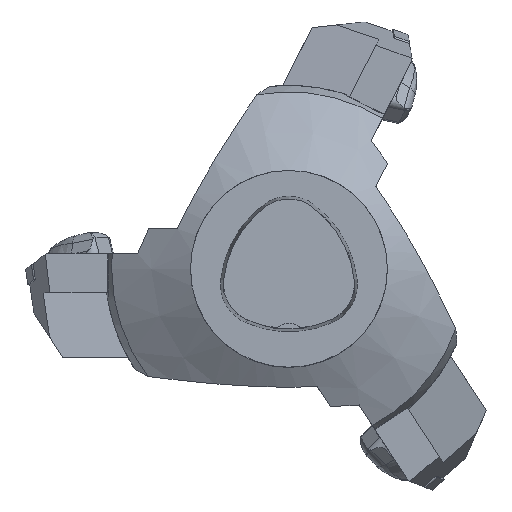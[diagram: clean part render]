
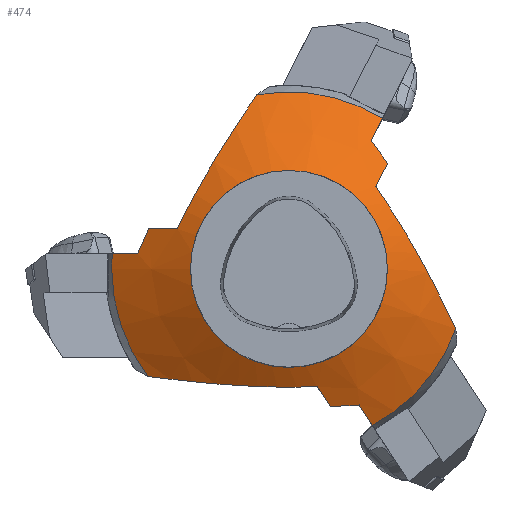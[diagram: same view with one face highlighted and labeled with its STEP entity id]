
A CAD part, top view. The second image highlights one B-rep face of the part: STEP entity #474.
In plain terms, the highlighted conical face has half-angle 60 degrees and reference radius 72.02 mm.
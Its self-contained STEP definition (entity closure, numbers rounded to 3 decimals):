
#273=B_SPLINE_CURVE_WITH_KNOTS('',3,(#3630,#3631,#3632,#3633),
 .UNSPECIFIED.,.F.,.F.,(4,4),(0.,1.),.UNSPECIFIED.);
#274=B_SPLINE_CURVE_WITH_KNOTS('',3,(#3636,#3637,#3638,#3639),
 .UNSPECIFIED.,.F.,.F.,(4,4),(0.,1.),.UNSPECIFIED.);
#275=B_SPLINE_CURVE_WITH_KNOTS('',3,(#3640,#3641,#3642,#3643,#3644,#3645,
#3646,#3647),.UNSPECIFIED.,.F.,.F.,(4,2,2,4),(0.,0.25,0.5,1.),
 .UNSPECIFIED.);
#276=B_SPLINE_CURVE_WITH_KNOTS('',3,(#3649,#3650,#3651,#3652,#3653,#3654,
#3655,#3656,#3657,#3658),.UNSPECIFIED.,.F.,.F.,(4,3,3,4),(0.,0.321,
0.643,1.),.UNSPECIFIED.);
#277=B_SPLINE_CURVE_WITH_KNOTS('',3,(#3660,#3661,#3662,#3663),
 .UNSPECIFIED.,.F.,.F.,(4,4),(0.,1.),.UNSPECIFIED.);
#278=B_SPLINE_CURVE_WITH_KNOTS('',3,(#3665,#3666,#3667,#3668),
 .UNSPECIFIED.,.F.,.F.,(4,4),(0.,1.),.UNSPECIFIED.);
#279=B_SPLINE_CURVE_WITH_KNOTS('',3,(#3670,#3671,#3672,#3673),
 .UNSPECIFIED.,.F.,.F.,(4,4),(0.,1.),.UNSPECIFIED.);
#280=B_SPLINE_CURVE_WITH_KNOTS('',3,(#3674,#3675,#3676,#3677,#3678,#3679,
#3680,#3681),.UNSPECIFIED.,.F.,.F.,(4,2,2,4),(0.,0.25,0.5,1.),
 .UNSPECIFIED.);
#281=B_SPLINE_CURVE_WITH_KNOTS('',3,(#3683,#3684,#3685,#3686),
 .UNSPECIFIED.,.F.,.F.,(4,4),(0.,1.),.UNSPECIFIED.);
#282=B_SPLINE_CURVE_WITH_KNOTS('',3,(#3688,#3689,#3690,#3691),
 .UNSPECIFIED.,.F.,.F.,(4,4),(0.,1.),.UNSPECIFIED.);
#283=B_SPLINE_CURVE_WITH_KNOTS('',3,(#3693,#3694,#3695,#3696),
 .UNSPECIFIED.,.F.,.F.,(4,4),(0.,1.),.UNSPECIFIED.);
#284=B_SPLINE_CURVE_WITH_KNOTS('',3,(#3697,#3698,#3699,#3700,#3701,#3702,
#3703,#3704),.UNSPECIFIED.,.F.,.F.,(4,2,2,4),(0.,0.25,0.5,1.),
 .UNSPECIFIED.);
#285=B_SPLINE_CURVE_WITH_KNOTS('',3,(#3706,#3707,#3708,#3709),
 .UNSPECIFIED.,.F.,.F.,(4,4),(0.,1.),.UNSPECIFIED.);
#330=CONICAL_SURFACE('',#2644,72.021,60.);
#474=ADVANCED_FACE('',(#642,#643),#330,.T.);
#591=CIRCLE('',#2580,40.);
#611=CIRCLE('',#2636,72.021);
#612=CIRCLE('',#2639,72.021);
#613=CIRCLE('',#2642,72.021);
#642=FACE_BOUND('',#695,.T.);
#643=FACE_BOUND('',#696,.T.);
#695=EDGE_LOOP('',(#962,#963,#964,#965,#966,#967,#968,#969,#970,#971,#972,
#973,#974,#975,#976,#977));
#696=EDGE_LOOP('',(#978));
#962=ORIENTED_EDGE('',*,*,#1793,.T.);
#963=ORIENTED_EDGE('',*,*,#1794,.T.);
#964=ORIENTED_EDGE('',*,*,#1782,.T.);
#965=ORIENTED_EDGE('',*,*,#1795,.F.);
#966=ORIENTED_EDGE('',*,*,#1796,.T.);
#967=ORIENTED_EDGE('',*,*,#1797,.F.);
#968=ORIENTED_EDGE('',*,*,#1798,.T.);
#969=ORIENTED_EDGE('',*,*,#1799,.T.);
#970=ORIENTED_EDGE('',*,*,#1790,.T.);
#971=ORIENTED_EDGE('',*,*,#1800,.F.);
#972=ORIENTED_EDGE('',*,*,#1801,.F.);
#973=ORIENTED_EDGE('',*,*,#1802,.T.);
#974=ORIENTED_EDGE('',*,*,#1803,.T.);
#975=ORIENTED_EDGE('',*,*,#1786,.T.);
#976=ORIENTED_EDGE('',*,*,#1804,.F.);
#977=ORIENTED_EDGE('',*,*,#1805,.F.);
#978=ORIENTED_EDGE('',*,*,#1733,.F.);
#1510=VERTEX_POINT('',#3458);
#1542=VERTEX_POINT('',#3570);
#1543=VERTEX_POINT('',#3572);
#1545=VERTEX_POINT('',#3591);
#1546=VERTEX_POINT('',#3593);
#1548=VERTEX_POINT('',#3611);
#1549=VERTEX_POINT('',#3613);
#1551=VERTEX_POINT('',#3634);
#1552=VERTEX_POINT('',#3635);
#1553=VERTEX_POINT('',#3648);
#1554=VERTEX_POINT('',#3659);
#1555=VERTEX_POINT('',#3664);
#1556=VERTEX_POINT('',#3669);
#1557=VERTEX_POINT('',#3682);
#1558=VERTEX_POINT('',#3687);
#1559=VERTEX_POINT('',#3692);
#1560=VERTEX_POINT('',#3705);
#1733=EDGE_CURVE('',#1510,#1510,#591,.T.);
#1782=EDGE_CURVE('',#1543,#1542,#611,.T.);
#1786=EDGE_CURVE('',#1546,#1545,#612,.T.);
#1790=EDGE_CURVE('',#1549,#1548,#613,.T.);
#1793=EDGE_CURVE('',#1551,#1552,#273,.T.);
#1794=EDGE_CURVE('',#1552,#1543,#274,.T.);
#1795=EDGE_CURVE('',#1553,#1542,#275,.T.);
#1796=EDGE_CURVE('',#1553,#1554,#276,.T.);
#1797=EDGE_CURVE('',#1555,#1554,#277,.T.);
#1798=EDGE_CURVE('',#1555,#1556,#278,.T.);
#1799=EDGE_CURVE('',#1556,#1549,#279,.T.);
#1800=EDGE_CURVE('',#1557,#1548,#280,.T.);
#1801=EDGE_CURVE('',#1558,#1557,#281,.T.);
#1802=EDGE_CURVE('',#1558,#1559,#282,.T.);
#1803=EDGE_CURVE('',#1559,#1546,#283,.T.);
#1804=EDGE_CURVE('',#1560,#1545,#284,.T.);
#1805=EDGE_CURVE('',#1551,#1560,#285,.T.);
#2580=AXIS2_PLACEMENT_3D('',#3457,#2824,#2825);
#2636=AXIS2_PLACEMENT_3D('',#3571,#2953,#2954);
#2639=AXIS2_PLACEMENT_3D('',#3592,#2959,#2960);
#2642=AXIS2_PLACEMENT_3D('',#3612,#2965,#2966);
#2644=AXIS2_PLACEMENT_3D('',#3710,#2969,#2970);
#2824=DIRECTION('',(0.,0.,1.));
#2825=DIRECTION('',(1.,0.,0.));
#2953=DIRECTION('',(0.,0.,1.));
#2954=DIRECTION('',(1.,0.,0.));
#2959=DIRECTION('',(0.,0.,1.));
#2960=DIRECTION('',(1.,0.,0.));
#2965=DIRECTION('',(0.,0.,1.));
#2966=DIRECTION('',(1.,0.,0.));
#2969=DIRECTION('',(0.,0.,-1.));
#2970=DIRECTION('',(-1.,0.,0.));
#3457=CARTESIAN_POINT('',(0.,0.,-42.513));
#3458=CARTESIAN_POINT('',(40.,0.,-42.513));
#3570=CARTESIAN_POINT('',(-57.306,-43.623,-61.));
#3571=CARTESIAN_POINT('',(0.,0.,-61.));
#3572=CARTESIAN_POINT('',(-71.752,6.218,-61.));
#3591=CARTESIAN_POINT('',(-13.099,70.819,-61.));
#3592=CARTESIAN_POINT('',(0.,0.,-61.));
#3593=CARTESIAN_POINT('',(37.901,61.241,-61.));
#3611=CARTESIAN_POINT('',(67.839,-24.184,-61.));
#3612=CARTESIAN_POINT('',(0.,0.,-61.));
#3613=CARTESIAN_POINT('',(33.975,-63.503,-61.));
#3630=CARTESIAN_POINT('',(-56.918,16.399,-53.617));
#3631=CARTESIAN_POINT('',(-58.51,13.007,-53.959));
#3632=CARTESIAN_POINT('',(-60.045,9.612,-54.468));
#3633=CARTESIAN_POINT('',(-61.528,6.218,-55.123));
#3634=CARTESIAN_POINT('',(-56.918,16.399,-53.617));
#3635=CARTESIAN_POINT('',(-61.528,6.218,-55.123));
#3636=CARTESIAN_POINT('',(-61.528,6.218,-55.123));
#3637=CARTESIAN_POINT('',(-64.937,6.218,-57.081));
#3638=CARTESIAN_POINT('',(-68.344,6.218,-59.04));
#3639=CARTESIAN_POINT('',(-71.752,6.218,-61.));
#3640=CARTESIAN_POINT('',(11.361,-47.791,-47.78));
#3641=CARTESIAN_POINT('',(5.445,-48.003,-47.109));
#3642=CARTESIAN_POINT('',(-0.438,-48.05,-46.958));
#3643=CARTESIAN_POINT('',(-12.134,-47.816,-47.702));
#3644=CARTESIAN_POINT('',(-17.949,-47.535,-48.592));
#3645=CARTESIAN_POINT('',(-35.314,-46.312,-52.471));
#3646=CARTESIAN_POINT('',(-46.411,-45.044,-56.492));
#3647=CARTESIAN_POINT('',(-57.306,-43.623,-61.));
#3648=CARTESIAN_POINT('',(11.361,-47.791,-47.78));
#3649=CARTESIAN_POINT('',(11.361,-47.791,-47.78));
#3650=CARTESIAN_POINT('',(11.405,-47.79,-47.785));
#3651=CARTESIAN_POINT('',(11.449,-47.795,-47.794));
#3652=CARTESIAN_POINT('',(11.489,-47.806,-47.806));
#3653=CARTESIAN_POINT('',(11.53,-47.817,-47.817));
#3654=CARTESIAN_POINT('',(11.569,-47.835,-47.832));
#3655=CARTESIAN_POINT('',(11.602,-47.857,-47.85));
#3656=CARTESIAN_POINT('',(11.639,-47.882,-47.869));
#3657=CARTESIAN_POINT('',(11.67,-47.914,-47.891));
#3658=CARTESIAN_POINT('',(11.694,-47.95,-47.914));
#3659=CARTESIAN_POINT('',(11.694,-47.95,-47.914));
#3660=CARTESIAN_POINT('',(16.886,-55.915,-53.141));
#3661=CARTESIAN_POINT('',(15.158,-53.265,-51.388));
#3662=CARTESIAN_POINT('',(13.428,-50.611,-49.644));
#3663=CARTESIAN_POINT('',(11.694,-47.95,-47.914));
#3664=CARTESIAN_POINT('',(16.886,-55.915,-53.141));
#3665=CARTESIAN_POINT('',(16.886,-55.915,-53.141));
#3666=CARTESIAN_POINT('',(20.817,-55.739,-53.7));
#3667=CARTESIAN_POINT('',(24.718,-55.506,-54.439));
#3668=CARTESIAN_POINT('',(28.58,-55.228,-55.321));
#3669=CARTESIAN_POINT('',(28.58,-55.228,-55.321));
#3670=CARTESIAN_POINT('',(28.58,-55.228,-55.321));
#3671=CARTESIAN_POINT('',(30.379,-57.987,-57.213));
#3672=CARTESIAN_POINT('',(32.177,-60.745,-59.106));
#3673=CARTESIAN_POINT('',(33.975,-63.503,-61.));
#3674=CARTESIAN_POINT('',(35.297,33.517,-47.522));
#3675=CARTESIAN_POINT('',(38.54,28.834,-47.017));
#3676=CARTESIAN_POINT('',(41.635,24.093,-47.004));
#3677=CARTESIAN_POINT('',(47.539,14.5,-47.933));
#3678=CARTESIAN_POINT('',(50.352,9.644,-48.871));
#3679=CARTESIAN_POINT('',(58.449,-5.029,-52.771));
#3680=CARTESIAN_POINT('',(63.251,-14.638,-56.655));
#3681=CARTESIAN_POINT('',(67.839,-24.184,-61.));
#3682=CARTESIAN_POINT('',(35.297,33.517,-47.522));
#3683=CARTESIAN_POINT('',(40.096,43.016,-53.37));
#3684=CARTESIAN_POINT('',(38.5,39.856,-51.407));
#3685=CARTESIAN_POINT('',(36.901,36.691,-49.455));
#3686=CARTESIAN_POINT('',(35.297,33.517,-47.522));
#3687=CARTESIAN_POINT('',(40.096,43.016,-53.37));
#3688=CARTESIAN_POINT('',(40.096,43.016,-53.37));
#3689=CARTESIAN_POINT('',(37.881,46.152,-53.823));
#3690=CARTESIAN_POINT('',(35.637,49.233,-54.449));
#3691=CARTESIAN_POINT('',(33.368,52.267,-55.221));
#3692=CARTESIAN_POINT('',(33.368,52.267,-55.221));
#3693=CARTESIAN_POINT('',(33.368,52.267,-55.221));
#3694=CARTESIAN_POINT('',(34.88,55.259,-57.146));
#3695=CARTESIAN_POINT('',(36.391,58.25,-59.073));
#3696=CARTESIAN_POINT('',(37.901,61.241,-61.));
#3697=CARTESIAN_POINT('',(-45.427,16.399,-47.303));
#3698=CARTESIAN_POINT('',(-43.067,21.297,-46.981));
#3699=CARTESIAN_POINT('',(-40.592,26.104,-47.114));
#3700=CARTESIAN_POINT('',(-35.426,35.548,-48.232));
#3701=CARTESIAN_POINT('',(-32.728,40.2,-49.218));
#3702=CARTESIAN_POINT('',(-24.45,53.864,-53.113));
#3703=CARTESIAN_POINT('',(-18.799,62.442,-56.843));
#3704=CARTESIAN_POINT('',(-13.099,70.819,-61.));
#3705=CARTESIAN_POINT('',(-45.427,16.399,-47.303));
#3706=CARTESIAN_POINT('',(-56.918,16.399,-53.617));
#3707=CARTESIAN_POINT('',(-53.096,16.399,-51.497));
#3708=CARTESIAN_POINT('',(-49.268,16.399,-49.389));
#3709=CARTESIAN_POINT('',(-45.427,16.399,-47.303));
#3710=CARTESIAN_POINT('',(0.,0.,-61.));
